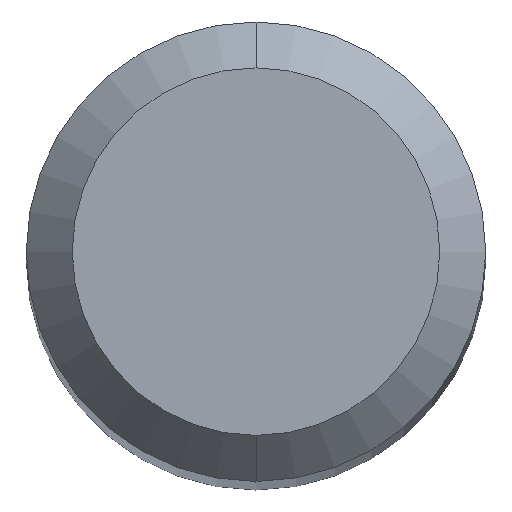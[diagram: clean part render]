
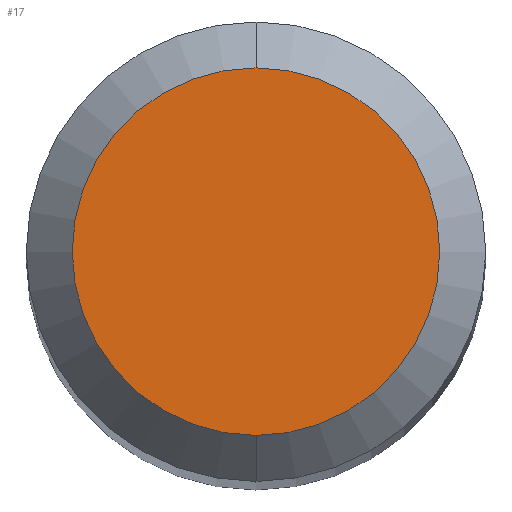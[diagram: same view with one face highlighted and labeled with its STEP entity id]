
A CAD part, top view. The second image highlights one B-rep face of the part: STEP entity #17.
In plain terms, the highlighted planar face has unit normal (0, 0, 1).
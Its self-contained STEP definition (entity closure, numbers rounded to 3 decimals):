
#10 = DIRECTION ( 'NONE',  ( 0., -1., 0. ) ) ;
#17 = ADVANCED_FACE ( 'NONE', ( #70 ), #227, .T. ) ;
#22 = DIRECTION ( 'NONE',  ( 0., -1., 0. ) ) ;
#28 = VERTEX_POINT ( 'NONE', #129 ) ;
#62 = AXIS2_PLACEMENT_3D ( 'NONE', #142, #241, #10 ) ;
#70 = FACE_OUTER_BOUND ( 'NONE', #136, .T. ) ;
#95 = DIRECTION ( 'NONE',  ( 0., 0., 1. ) ) ;
#98 = CARTESIAN_POINT ( 'NONE',  ( 0., -1.2, 38. ) ) ;
#111 = DIRECTION ( 'NONE',  ( 0., -1., 0. ) ) ;
#115 = CIRCLE ( 'NONE', #290, 1.2 ) ;
#126 = CARTESIAN_POINT ( 'NONE',  ( 0., 0., 38. ) ) ;
#129 = CARTESIAN_POINT ( 'NONE',  ( 0., 1.2, 38. ) ) ;
#136 = EDGE_LOOP ( 'NONE', ( #158, #144 ) ) ;
#142 = CARTESIAN_POINT ( 'NONE',  ( 0., 0., 38. ) ) ;
#144 = ORIENTED_EDGE ( 'NONE', *, *, #170, .T. ) ;
#158 = ORIENTED_EDGE ( 'NONE', *, *, #263, .T. ) ;
#170 = EDGE_CURVE ( 'NONE', #257, #28, #195, .T. ) ;
#195 = CIRCLE ( 'NONE', #62, 1.2 ) ;
#227 = PLANE ( 'NONE',  #276 ) ;
#241 = DIRECTION ( 'NONE',  ( 0., 0., 1. ) ) ;
#257 = VERTEX_POINT ( 'NONE', #98 ) ;
#263 = EDGE_CURVE ( 'NONE', #28, #257, #115, .T. ) ;
#276 = AXIS2_PLACEMENT_3D ( 'NONE', #126, #95, #22 ) ;
#289 = CARTESIAN_POINT ( 'NONE',  ( 0., 0., 38. ) ) ;
#290 = AXIS2_PLACEMENT_3D ( 'NONE', #289, #297, #111 ) ;
#297 = DIRECTION ( 'NONE',  ( 0., 0., 1. ) ) ;
